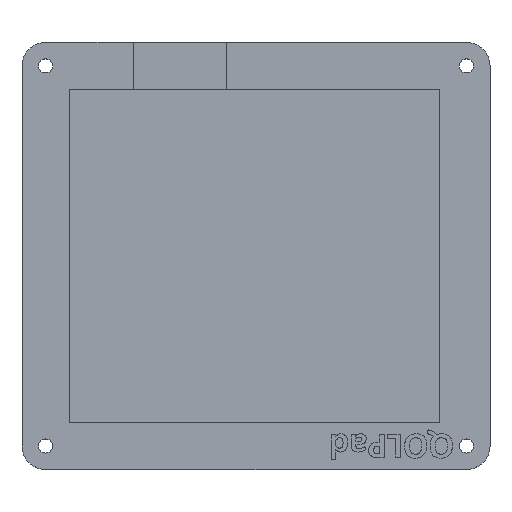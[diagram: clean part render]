
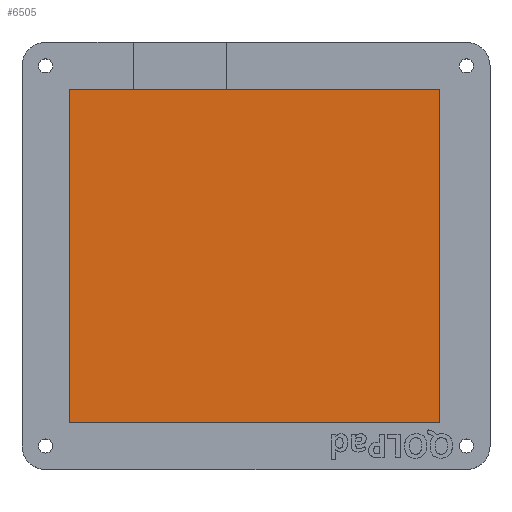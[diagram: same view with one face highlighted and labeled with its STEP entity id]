
A CAD part, top view. The second image highlights one B-rep face of the part: STEP entity #6505.
In plain terms, the highlighted planar face has unit normal (0, 0, 1).
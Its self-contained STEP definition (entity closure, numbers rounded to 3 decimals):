
#1812 = VERTEX_POINT('',#1813);
#1813 = CARTESIAN_POINT('',(-12.27,5.216,-10.));
#1819 = EDGE_CURVE('',#1812,#1820,#1822,.T.);
#1820 = VERTEX_POINT('',#1821);
#1821 = CARTESIAN_POINT('',(66.52,5.216,-10.));
#1822 = LINE('',#1823,#1824);
#1823 = CARTESIAN_POINT('',(-12.27,5.216,-10.));
#1824 = VECTOR('',#1825,1.);
#1825 = DIRECTION('',(1.,0.,0.));
#1858 = EDGE_CURVE('',#1812,#1859,#1861,.T.);
#1859 = VERTEX_POINT('',#1860);
#1860 = CARTESIAN_POINT('',(-12.27,-65.534,-10.));
#1861 = LINE('',#1862,#1863);
#1862 = CARTESIAN_POINT('',(-12.27,5.216,-10.));
#1863 = VECTOR('',#1864,1.);
#1864 = DIRECTION('',(0.,-1.,0.));
#1899 = EDGE_CURVE('',#1859,#1900,#1902,.T.);
#1900 = VERTEX_POINT('',#1901);
#1901 = CARTESIAN_POINT('',(66.52,-65.534,-10.));
#1902 = LINE('',#1903,#1904);
#1903 = CARTESIAN_POINT('',(-12.27,-65.534,-10.));
#1904 = VECTOR('',#1905,1.);
#1905 = DIRECTION('',(1.,0.,0.));
#1940 = EDGE_CURVE('',#1900,#1820,#1941,.T.);
#1941 = LINE('',#1942,#1943);
#1942 = CARTESIAN_POINT('',(66.52,-65.534,-10.));
#1943 = VECTOR('',#1944,1.);
#1944 = DIRECTION('',(0.,1.,0.));
#6505 = ADVANCED_FACE('',(#6506),#6512,.T.);
#6506 = FACE_BOUND('',#6507,.T.);
#6507 = EDGE_LOOP('',(#6508,#6509,#6510,#6511));
#6508 = ORIENTED_EDGE('',*,*,#1858,.T.);
#6509 = ORIENTED_EDGE('',*,*,#1899,.T.);
#6510 = ORIENTED_EDGE('',*,*,#1940,.T.);
#6511 = ORIENTED_EDGE('',*,*,#1819,.F.);
#6512 = PLANE('',#6513);
#6513 = AXIS2_PLACEMENT_3D('',#6514,#6515,#6516);
#6514 = CARTESIAN_POINT('',(27.125,-30.159,-10.));
#6515 = DIRECTION('',(0.,0.,1.));
#6516 = DIRECTION('',(1.,0.,0.));
